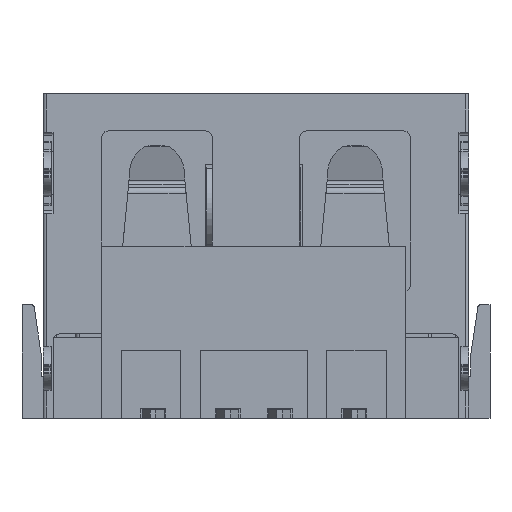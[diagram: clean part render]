
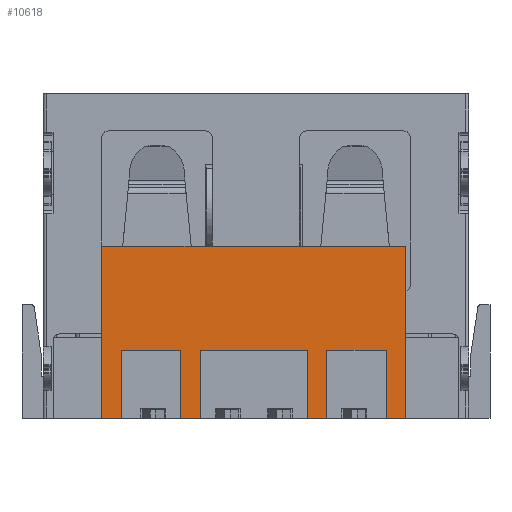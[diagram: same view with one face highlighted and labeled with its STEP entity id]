
A CAD part, front view. The second image highlights one B-rep face of the part: STEP entity #10618.
In plain terms, the highlighted planar face has unit normal (0, -1, 0).
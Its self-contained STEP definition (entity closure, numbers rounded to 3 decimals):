
#270=PLANE('',#11190);
#625=FACE_OUTER_BOUND('',#1153,.T.);
#1153=EDGE_LOOP('',(#7257,#7258,#7259,#7260,#7261,#7262,#7263,#7264,#7265,
#7266,#7267,#7268,#7269,#7270,#7271,#7272));
#1685=LINE('',#15166,#2838);
#1697=LINE('',#15190,#2850);
#1717=LINE('',#15230,#2870);
#1729=LINE('',#15254,#2882);
#1817=LINE('',#15444,#2970);
#1827=LINE('',#15463,#2980);
#1834=LINE('',#15475,#2987);
#1835=LINE('',#15477,#2988);
#1848=LINE('',#15504,#3001);
#1885=LINE('',#15587,#3038);
#1890=LINE('',#15598,#3043);
#1892=LINE('',#15601,#3045);
#1893=LINE('',#15602,#3046);
#1894=LINE('',#15603,#3047);
#1895=LINE('',#15605,#3048);
#1896=LINE('',#15606,#3049);
#2838=VECTOR('',#12100,10.);
#2850=VECTOR('',#12112,10.);
#2870=VECTOR('',#12132,10.);
#2882=VECTOR('',#12144,10.);
#2970=VECTOR('',#12276,10.);
#2980=VECTOR('',#12292,10.);
#2987=VECTOR('',#12305,10.);
#2988=VECTOR('',#12308,10.);
#3001=VECTOR('',#12333,10.);
#3038=VECTOR('',#12424,10.);
#3043=VECTOR('',#12431,10.);
#3045=VECTOR('',#12435,10.);
#3046=VECTOR('',#12436,10.);
#3047=VECTOR('',#12437,10.);
#3048=VECTOR('',#12438,10.);
#3049=VECTOR('',#12439,10.);
#4228=VERTEX_POINT('',#15163);
#4229=VERTEX_POINT('',#15165);
#4240=VERTEX_POINT('',#15187);
#4241=VERTEX_POINT('',#15189);
#4260=VERTEX_POINT('',#15227);
#4261=VERTEX_POINT('',#15229);
#4272=VERTEX_POINT('',#15251);
#4273=VERTEX_POINT('',#15253);
#4352=VERTEX_POINT('',#15441);
#4353=VERTEX_POINT('',#15443);
#4359=VERTEX_POINT('',#15461);
#4369=VERTEX_POINT('',#15503);
#4388=VERTEX_POINT('',#15586);
#4392=VERTEX_POINT('',#15595);
#4393=VERTEX_POINT('',#15597);
#4394=VERTEX_POINT('',#15604);
#5280=EDGE_CURVE('',#4228,#4229,#1685,.T.);
#5292=EDGE_CURVE('',#4240,#4241,#1697,.T.);
#5312=EDGE_CURVE('',#4261,#4260,#1717,.T.);
#5324=EDGE_CURVE('',#4273,#4272,#1729,.T.);
#5421=EDGE_CURVE('',#4352,#4353,#1817,.T.);
#5431=EDGE_CURVE('',#4359,#4260,#1827,.T.);
#5438=EDGE_CURVE('',#4353,#4272,#1834,.T.);
#5439=EDGE_CURVE('',#4261,#4352,#1835,.T.);
#5453=EDGE_CURVE('',#4273,#4369,#1848,.T.);
#5494=EDGE_CURVE('',#4359,#4388,#1885,.T.);
#5499=EDGE_CURVE('',#4393,#4392,#1890,.T.);
#5501=EDGE_CURVE('',#4388,#4241,#1892,.T.);
#5502=EDGE_CURVE('',#4240,#4393,#1893,.T.);
#5503=EDGE_CURVE('',#4392,#4229,#1894,.T.);
#5504=EDGE_CURVE('',#4228,#4394,#1895,.T.);
#5505=EDGE_CURVE('',#4369,#4394,#1896,.T.);
#7257=ORIENTED_EDGE('',*,*,#5494,.T.);
#7258=ORIENTED_EDGE('',*,*,#5501,.T.);
#7259=ORIENTED_EDGE('',*,*,#5292,.F.);
#7260=ORIENTED_EDGE('',*,*,#5502,.T.);
#7261=ORIENTED_EDGE('',*,*,#5499,.T.);
#7262=ORIENTED_EDGE('',*,*,#5503,.T.);
#7263=ORIENTED_EDGE('',*,*,#5280,.F.);
#7264=ORIENTED_EDGE('',*,*,#5504,.T.);
#7265=ORIENTED_EDGE('',*,*,#5505,.F.);
#7266=ORIENTED_EDGE('',*,*,#5453,.F.);
#7267=ORIENTED_EDGE('',*,*,#5324,.T.);
#7268=ORIENTED_EDGE('',*,*,#5438,.F.);
#7269=ORIENTED_EDGE('',*,*,#5421,.F.);
#7270=ORIENTED_EDGE('',*,*,#5439,.F.);
#7271=ORIENTED_EDGE('',*,*,#5312,.T.);
#7272=ORIENTED_EDGE('',*,*,#5431,.F.);
#10618=ADVANCED_FACE('',(#625),#270,.T.);
#11190=AXIS2_PLACEMENT_3D('',#15600,#12433,#12434);
#12100=DIRECTION('',(-1.,0.,0.));
#12112=DIRECTION('',(-1.,0.,0.));
#12132=DIRECTION('',(1.,0.,0.));
#12144=DIRECTION('',(1.,0.,0.));
#12276=DIRECTION('',(-1.,0.,0.));
#12292=DIRECTION('',(0.,0.,-1.));
#12305=DIRECTION('',(0.,0.,-1.));
#12308=DIRECTION('',(0.,0.,1.));
#12333=DIRECTION('',(0.,0.,1.));
#12424=DIRECTION('',(1.,0.,0.));
#12431=DIRECTION('',(1.,0.,0.));
#12433=DIRECTION('center_axis',(0.,-1.,0.));
#12434=DIRECTION('ref_axis',(-1.,0.,0.));
#12435=DIRECTION('',(0.,0.,-1.));
#12436=DIRECTION('',(0.,0.,1.));
#12437=DIRECTION('',(0.,0.,-1.));
#12438=DIRECTION('',(0.,0.,1.));
#12439=DIRECTION('',(1.,0.,0.));
#15163=CARTESIAN_POINT('',(14.045,10.465,2.955));
#15165=CARTESIAN_POINT('',(13.445,10.465,2.955));
#15166=CARTESIAN_POINT('',(9.365,10.465,2.955));
#15187=CARTESIAN_POINT('',(11.615,10.465,2.955));
#15189=CARTESIAN_POINT('',(11.015,10.465,2.955));
#15190=CARTESIAN_POINT('',(9.365,10.465,2.955));
#15227=CARTESIAN_POINT('',(7.715,10.465,2.955));
#15229=CARTESIAN_POINT('',(7.115,10.465,2.955));
#15230=CARTESIAN_POINT('',(9.365,10.465,2.955));
#15251=CARTESIAN_POINT('',(5.285,10.465,2.955));
#15253=CARTESIAN_POINT('',(4.685,10.465,2.955));
#15254=CARTESIAN_POINT('',(9.365,10.465,2.955));
#15441=CARTESIAN_POINT('',(7.115,10.465,5.055));
#15443=CARTESIAN_POINT('',(5.285,10.465,5.055));
#15444=CARTESIAN_POINT('',(4.495,10.465,5.055));
#15461=CARTESIAN_POINT('',(7.715,10.465,5.055));
#15463=CARTESIAN_POINT('',(7.715,10.465,7.755));
#15475=CARTESIAN_POINT('',(5.285,10.465,7.755));
#15477=CARTESIAN_POINT('',(7.115,10.465,7.755));
#15503=CARTESIAN_POINT('',(4.685,10.465,8.255));
#15504=CARTESIAN_POINT('',(4.685,10.465,9.068));
#15586=CARTESIAN_POINT('',(11.015,10.465,5.055));
#15587=CARTESIAN_POINT('',(13.065,10.465,5.055));
#15595=CARTESIAN_POINT('',(13.445,10.465,5.055));
#15597=CARTESIAN_POINT('',(11.615,10.465,5.055));
#15598=CARTESIAN_POINT('',(14.235,10.465,5.055));
#15600=CARTESIAN_POINT('Origin',(15.94,10.465,12.555));
#15601=CARTESIAN_POINT('',(11.015,10.465,7.755));
#15602=CARTESIAN_POINT('',(11.615,10.465,7.755));
#15603=CARTESIAN_POINT('',(13.445,10.465,7.755));
#15604=CARTESIAN_POINT('',(14.045,10.465,8.255));
#15605=CARTESIAN_POINT('',(14.045,10.465,9.068));
#15606=CARTESIAN_POINT('',(2.44,10.465,8.255));
